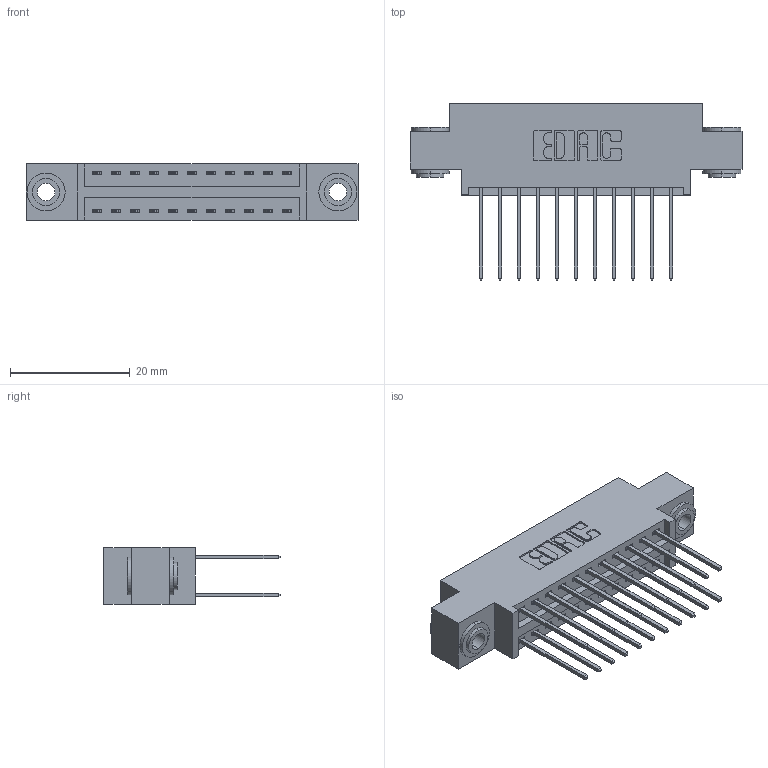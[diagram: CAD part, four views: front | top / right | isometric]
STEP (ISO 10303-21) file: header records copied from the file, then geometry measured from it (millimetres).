
FILE_DESCRIPTION (( 'STEP AP203' ), '1' );
FILE_NAME ('346-022-540-803.STEP', '2022-05-18T21:21:34', ( '' ), ( '' ), 'SwSTEP 2.0', 'SolidWorks 2020', '' );
FILE_SCHEMA (( 'CONFIG_CONTROL_DESIGN' ));
Length unit declared in the file: inch
Products named in the file (4): 345-250-002_345-250-002-102; 346-022-540-803; 346 Part_0.170 Offset - 0.156 Dia-TH; 345-292-001_345-293-140
Assembly tree (25 placements, depth 2):
  346-022-540-803
    346 Part_0.170 Offset - 0.156 Dia-TH
    345-292-001_345-293-140  x22
    345-250-002_345-250-002-102  x2
Bounding box: 55.5 x 29.46 x 9.4 mm (x, y, z)
Volume: 5101.2 mm3; surface area: 7347.5 mm2
Topology: 25 solids, 25 shells, 1322 faces, 3863 edges, 2542 vertices
Faces by surface type: plane 874, cylinder 440, cone 8
Entity records: 12568 total; most frequent: CARTESIAN_POINT 2097, ORIENTED_EDGE 2022, DIRECTION 1929, EDGE_CURVE 1011, LINE 811, VECTOR 811, VERTEX_POINT 670, AXIS2_PLACEMENT_3D 559
